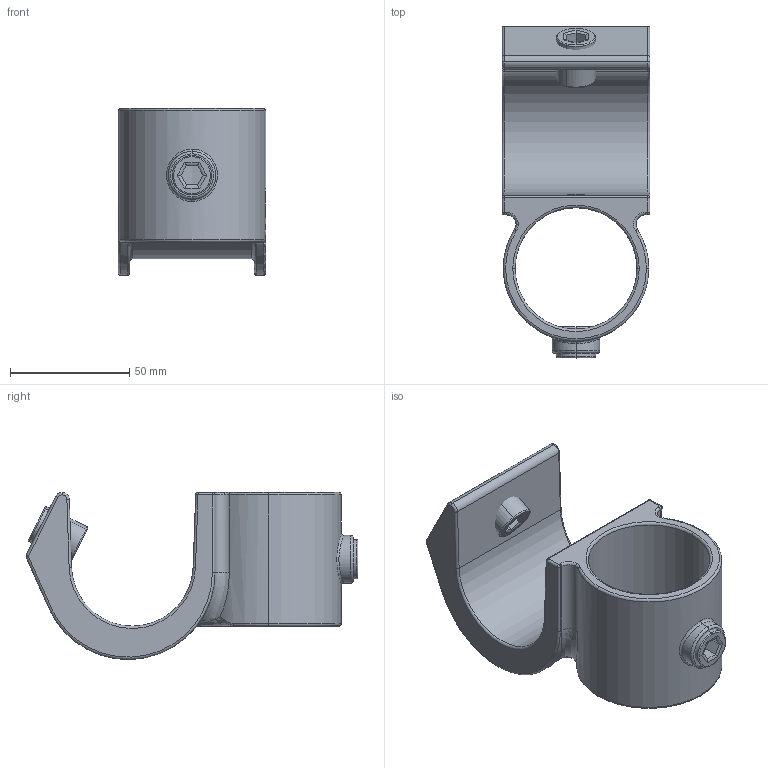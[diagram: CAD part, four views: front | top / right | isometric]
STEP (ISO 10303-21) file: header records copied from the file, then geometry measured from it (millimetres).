
FILE_DESCRIPTION (( 'STEP AP203' ), '1' );
FILE_NAME ('0521360000.STEP', '2024-07-01T14:16:13', ( '' ), ( '' ), 'SwSTEP 2.0', 'SolidWorks 2022', '' );
FILE_SCHEMA (( 'CONFIG_CONTROL_DESIGN' ));
Length unit declared in the file: metre
Products named in the file (1): 0521360000
Bounding box: 62 x 139.12 x 70 mm (x, y, z)
Volume: 139989.6 mm3; surface area: 44297.7 mm2
Topology: 3 solids, 3 shells, 374 faces, 928 edges, 573 vertices
Faces by surface type: plane 144, bspline 103, cylinder 76, torus 39, sphere 12
Entity records: 17915 total; most frequent: CARTESIAN_POINT 9712, ORIENTED_EDGE 1836, DIRECTION 1406, EDGE_CURVE 918, VERTEX_POINT 573, LINE 498, VECTOR 498, AXIS2_PLACEMENT_3D 454
